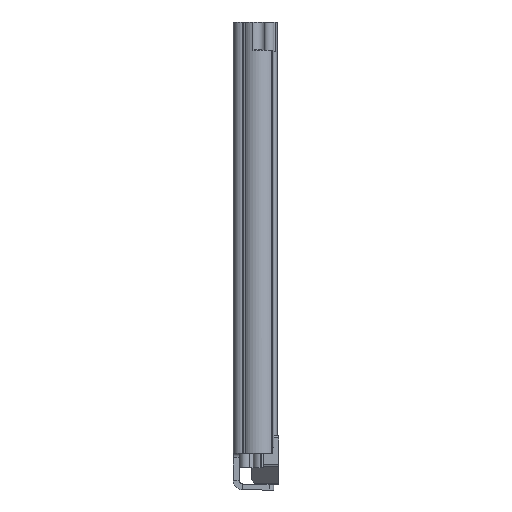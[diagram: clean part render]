
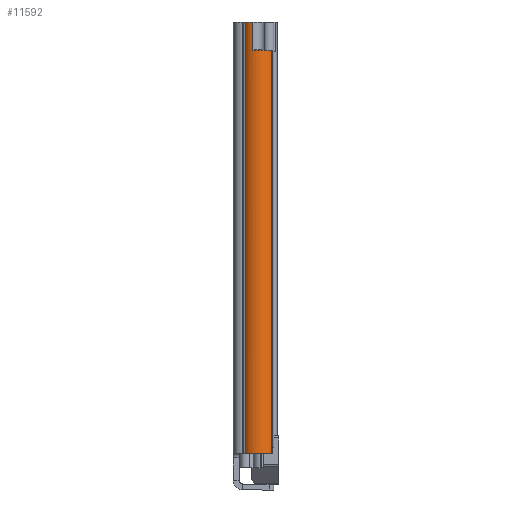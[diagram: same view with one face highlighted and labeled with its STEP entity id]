
A CAD part, front view. The second image highlights one B-rep face of the part: STEP entity #11592.
In plain terms, the highlighted cylindrical face has radius 7.6 mm (diameter 15.2 mm), a partial arc.
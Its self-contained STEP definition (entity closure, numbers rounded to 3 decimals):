
#253 = DIRECTION ( 'NONE',  ( 0., 0., -1. ) ) ;
#283 = ORIENTED_EDGE ( 'NONE', *, *, #3424, .F. ) ;
#458 = DIRECTION ( 'NONE',  ( 0., 0., 1. ) ) ;
#942 = VERTEX_POINT ( 'NONE', #14287 ) ;
#1242 = CARTESIAN_POINT ( 'NONE',  ( 8.413, -37.778, 0. ) ) ;
#2608 = VERTEX_POINT ( 'NONE', #13038 ) ;
#3424 = EDGE_CURVE ( 'NONE', #14471, #12036, #12745, .T. ) ;
#3866 = EDGE_CURVE ( 'NONE', #14471, #2608, #4046, .T. ) ;
#4046 = CIRCLE ( 'NONE', #10973, 7.6 ) ;
#4053 = AXIS2_PLACEMENT_3D ( 'NONE', #10795, #14610, #11961 ) ;
#4458 = CARTESIAN_POINT ( 'NONE',  ( 10.602, -30.5, -187.2 ) ) ;
#4801 = EDGE_CURVE ( 'NONE', #5590, #5998, #6021, .T. ) ;
#4860 = AXIS2_PLACEMENT_3D ( 'NONE', #11885, #458, #5552 ) ;
#4873 = CIRCLE ( 'NONE', #8332, 7.6 ) ;
#5137 = VECTOR ( 'NONE', #7418, 1000. ) ;
#5189 = CARTESIAN_POINT ( 'NONE',  ( 8.413, -37.778, -12.2 ) ) ;
#5552 = DIRECTION ( 'NONE',  ( 1., 0., 0. ) ) ;
#5590 = VERTEX_POINT ( 'NONE', #5189 ) ;
#5807 = FACE_OUTER_BOUND ( 'NONE', #13008, .T. ) ;
#5929 = ORIENTED_EDGE ( 'NONE', *, *, #3866, .T. ) ;
#5998 = VERTEX_POINT ( 'NONE', #1242 ) ;
#6021 = LINE ( 'NONE', #10071, #5137 ) ;
#6220 = DIRECTION ( 'NONE',  ( 0., 0., 1. ) ) ;
#6428 = ORIENTED_EDGE ( 'NONE', *, *, #11682, .F. ) ;
#7232 = VECTOR ( 'NONE', #12911, 1000. ) ;
#7418 = DIRECTION ( 'NONE',  ( 0., 0., 1. ) ) ;
#7457 = LINE ( 'NONE', #12537, #8732 ) ;
#7580 = ORIENTED_EDGE ( 'NONE', *, *, #11974, .T. ) ;
#7881 = EDGE_CURVE ( 'NONE', #2608, #942, #7457, .T. ) ;
#8332 = AXIS2_PLACEMENT_3D ( 'NONE', #13164, #253, #10503 ) ;
#8340 = CARTESIAN_POINT ( 'NONE',  ( 5.244, -35.891, 0. ) ) ;
#8460 = ORIENTED_EDGE ( 'NONE', *, *, #4801, .T. ) ;
#8732 = VECTOR ( 'NONE', #6220, 1000. ) ;
#9901 = CIRCLE ( 'NONE', #4860, 7.6 ) ;
#10071 = CARTESIAN_POINT ( 'NONE',  ( 8.413, -37.778, -203.2 ) ) ;
#10503 = DIRECTION ( 'NONE',  ( 1., 0., 0. ) ) ;
#10795 = CARTESIAN_POINT ( 'NONE',  ( 10.602, -30.5, -203.2 ) ) ;
#10957 = DIRECTION ( 'NONE',  ( 0., 0., 1. ) ) ;
#10973 = AXIS2_PLACEMENT_3D ( 'NONE', #4458, #10957, #16035 ) ;
#11261 = CARTESIAN_POINT ( 'NONE',  ( 5.244, -35.891, -203.2 ) ) ;
#11592 = ADVANCED_FACE ( 'NONE', ( #5807 ), #14283, .T. ) ;
#11682 = EDGE_CURVE ( 'NONE', #5590, #942, #9901, .T. ) ;
#11885 = CARTESIAN_POINT ( 'NONE',  ( 10.602, -30.5, -12.2 ) ) ;
#11961 = DIRECTION ( 'NONE',  ( 1., 0., 0. ) ) ;
#11974 = EDGE_CURVE ( 'NONE', #5998, #12036, #4873, .T. ) ;
#12036 = VERTEX_POINT ( 'NONE', #8340 ) ;
#12512 = CARTESIAN_POINT ( 'NONE',  ( 5.244, -35.891, -187.2 ) ) ;
#12537 = CARTESIAN_POINT ( 'NONE',  ( 16.488, -35.307, -203.2 ) ) ;
#12745 = LINE ( 'NONE', #11261, #7232 ) ;
#12911 = DIRECTION ( 'NONE',  ( 0., 0., 1. ) ) ;
#13008 = EDGE_LOOP ( 'NONE', ( #5929, #14237, #6428, #8460, #7580, #283 ) ) ;
#13038 = CARTESIAN_POINT ( 'NONE',  ( 16.488, -35.307, -187.2 ) ) ;
#13164 = CARTESIAN_POINT ( 'NONE',  ( 10.602, -30.5, 0. ) ) ;
#14237 = ORIENTED_EDGE ( 'NONE', *, *, #7881, .T. ) ;
#14283 = CYLINDRICAL_SURFACE ( 'NONE', #4053, 7.6 ) ;
#14287 = CARTESIAN_POINT ( 'NONE',  ( 16.488, -35.307, -12.2 ) ) ;
#14471 = VERTEX_POINT ( 'NONE', #12512 ) ;
#14610 = DIRECTION ( 'NONE',  ( 0., 0., 1. ) ) ;
#16035 = DIRECTION ( 'NONE',  ( 1., 0., 0. ) ) ;
